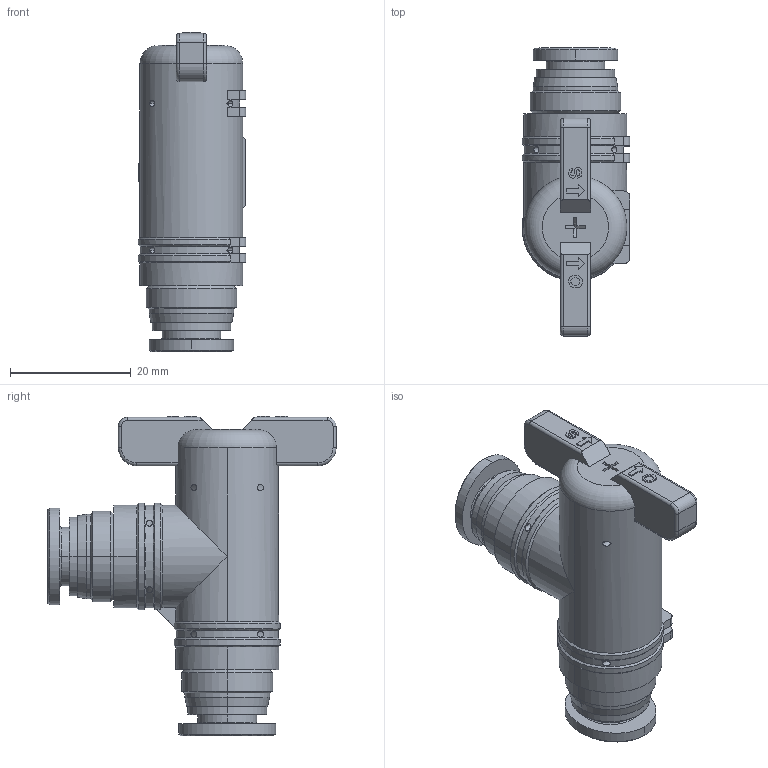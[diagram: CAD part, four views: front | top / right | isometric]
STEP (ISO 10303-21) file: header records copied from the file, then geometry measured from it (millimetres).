
FILE_DESCRIPTION((''),'2;1');
FILE_NAME('BUL200808-mdt.stp','2017-07-24T19:27:57',(''),(''),'Mechanical Desktop 2009','Mechanical Desktop 2009',', , ');
FILE_SCHEMA(('CONFIG_CONTROL_DESIGN'));
Length unit declared in the file: millimetre
Products named in the file (8): BUL200808-MDTA; BUL200808-MDT; BOLT-M3; BC8-20; COLLAR-08C; BC6-20; COLLAR-06C; HA
Assembly tree (9 placements, depth 3):
  BUL200808-MDTA
    BUL200808-MDT
    BOLT-M3
    BC8-20  x2
      COLLAR-08C
    BC6-20  x2
      COLLAR-06C
    HA
Bounding box: 17.8 x 47.65 x 52.85 mm (x, y, z)
Volume: 14766.4 mm3; surface area: 5989 mm2
Topology: 1 solids, 3 shells, 391 faces, 1010 edges, 646 vertices
Faces by surface type: plane 225, cylinder 108, cone 34, torus 14, bspline 10
Entity records: 13810 total; most frequent: CARTESIAN_POINT 4141, ORIENTED_EDGE 2016, DIRECTION 1923, EDGE_CURVE 1008, VECTOR 675, LINE 675, VERTEX_POINT 646, AXIS2_PLACEMENT_3D 624
